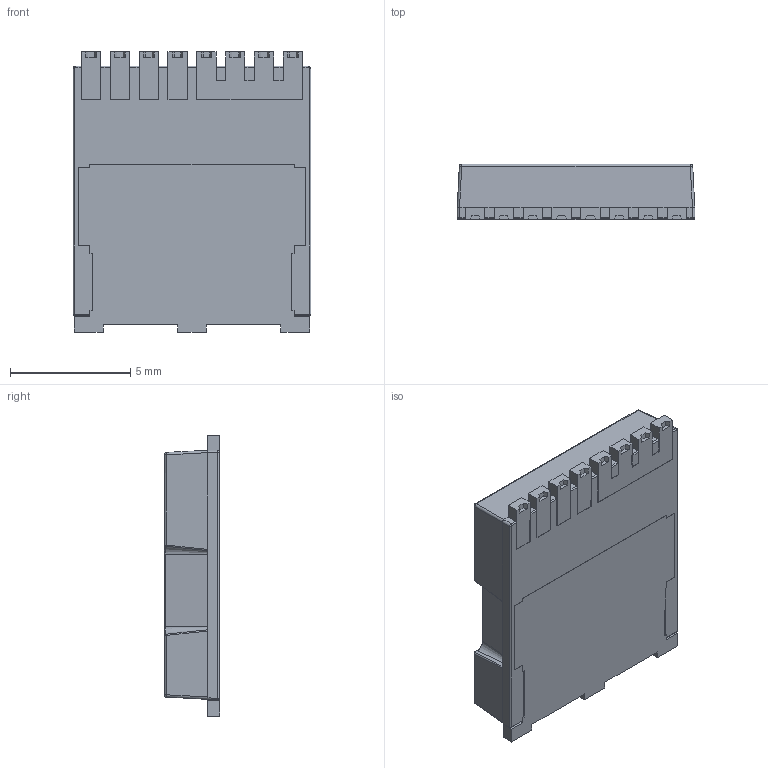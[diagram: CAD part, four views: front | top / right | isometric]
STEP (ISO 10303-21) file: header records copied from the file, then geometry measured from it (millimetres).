
FILE_DESCRIPTION (( 'STEP AP214' ), '1' );
FILE_NAME ('BTH500301LUAAUMA1.STEP', '2024-06-27T09:49:33', ( '' ), ( '' ), 'SwSTEP 2.0', 'SolidWorks 2016', '' );
FILE_SCHEMA (( 'AUTOMOTIVE_DESIGN' ));
Length unit declared in the file: millimetre
Products named in the file (1): BTH500301LUAAUMA1
Bounding box: 9.9 x 2.3 x 11.68 mm (x, y, z)
Volume: 229.9 mm3; surface area: 497 mm2
Topology: 7 solids, 7 shells, 245 faces, 668 edges, 430 vertices
Faces by surface type: plane 190, cylinder 37, torus 6, cone 4, sphere 4, bspline 4
Entity records: 8900 total; most frequent: CARTESIAN_POINT 1474, ORIENTED_EDGE 1328, DIRECTION 1196, EDGE_CURVE 664, VECTOR 568, LINE 568, VERTEX_POINT 430, AXIS2_PLACEMENT_3D 314
